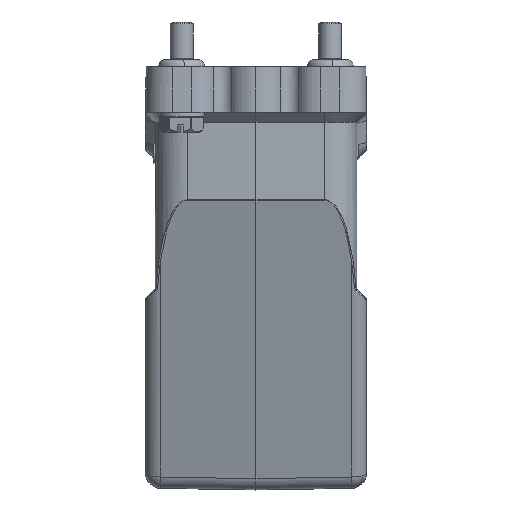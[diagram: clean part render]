
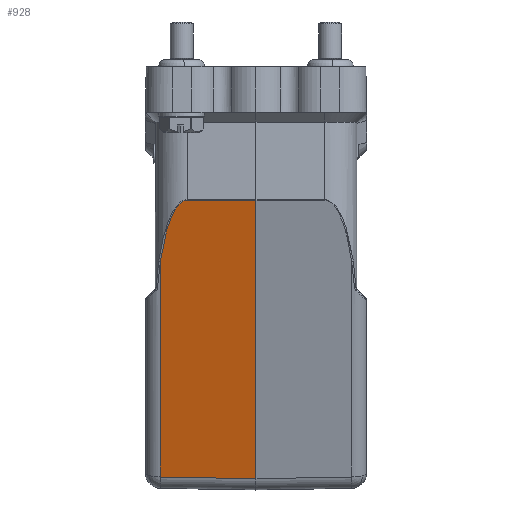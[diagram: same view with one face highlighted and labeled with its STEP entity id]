
A CAD part, left-side view. The second image highlights one B-rep face of the part: STEP entity #928.
In plain terms, the highlighted planar face has unit normal (-0.966, 0.018, -0.259).
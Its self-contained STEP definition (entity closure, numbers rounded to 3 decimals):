
#928=ADVANCED_FACE('NONE',(#1742),#1378,.F.);
#1378=PLANE('',#9943);
#1742=FACE_OUTER_BOUND('',#2321,.T.);
#2321=EDGE_LOOP('',(#4293,#4294,#4295,#4296,#4297));
#2981=B_SPLINE_CURVE_WITH_KNOTS('',3,(#15381,#15382,#15383,#15384,#15385,
#15386,#15387,#15388,#15389,#15390,#15391,#15392,#15393,#15394,#15395,#15396,
#15397,#15398,#15399,#15400),.UNSPECIFIED.,.F.,.F.,(4,2,2,2,2,2,2,2,2,4),
(0.,0.25,0.5,0.625,0.75,0.813,0.875,0.938,0.969,1.),.UNSPECIFIED.);
#4293=ORIENTED_EDGE('',*,*,#7644,.F.);
#4294=ORIENTED_EDGE('',*,*,#7645,.T.);
#4295=ORIENTED_EDGE('',*,*,#7534,.F.);
#4296=ORIENTED_EDGE('',*,*,#7533,.F.);
#4297=ORIENTED_EDGE('',*,*,#7539,.F.);
#6404=VERTEX_POINT('',#14074);
#6499=VERTEX_POINT('',#15380);
#6500=VERTEX_POINT('',#15486);
#6503=VERTEX_POINT('',#15520);
#6571=VERTEX_POINT('',#16259);
#7533=EDGE_CURVE('NONE',#6404,#6499,#2981,.T.);
#7534=EDGE_CURVE('NONE',#6499,#6500,#8627,.T.);
#7539=EDGE_CURVE('NONE',#6503,#6404,#8629,.T.);
#7644=EDGE_CURVE('NONE',#6571,#6503,#8677,.T.);
#7645=EDGE_CURVE('NONE',#6571,#6500,#8678,.T.);
#8627=LINE('',#15485,#9249);
#8629=LINE('',#15521,#9251);
#8677=LINE('',#16258,#9299);
#8678=LINE('',#16260,#9300);
#9249=VECTOR('',#11054,1.);
#9251=VECTOR('',#11060,1.);
#9299=VECTOR('',#11212,1.);
#9300=VECTOR('',#11213,1.);
#9943=AXIS2_PLACEMENT_3D('',#16261,#11214,#11215);
#11054=DIRECTION('',(-0.017,-1.,-0.002));
#11060=DIRECTION('',(-0.259,0.,0.966));
#11212=DIRECTION('',(0.013,1.,0.017));
#11213=DIRECTION('',(-0.259,0.,0.966));
#11214=DIRECTION('',(0.966,-0.017,0.259));
#11215=DIRECTION('',(0.259,0.,-0.966));
#14074=CARTESIAN_POINT('',(-70.235,25.07,-13.123));
#15380=CARTESIAN_POINT('',(-74.668,18.048,2.946));
#15381=CARTESIAN_POINT('',(-70.235,25.07,-13.123));
#15382=CARTESIAN_POINT('',(-70.646,24.866,-11.606));
#15383=CARTESIAN_POINT('',(-71.055,24.619,-10.094));
#15384=CARTESIAN_POINT('',(-71.87,24.009,-7.093));
#15385=CARTESIAN_POINT('',(-72.276,23.647,-5.603));
#15386=CARTESIAN_POINT('',(-72.876,22.965,-3.41));
#15387=CARTESIAN_POINT('',(-73.075,22.714,-2.686));
#15388=CARTESIAN_POINT('',(-73.466,22.142,-1.264));
#15389=CARTESIAN_POINT('',(-73.659,21.823,-0.565));
#15390=CARTESIAN_POINT('',(-73.938,21.258,0.437));
#15391=CARTESIAN_POINT('',(-74.029,21.054,0.763));
#15392=CARTESIAN_POINT('',(-74.204,20.607,1.388));
#15393=CARTESIAN_POINT('',(-74.289,20.363,1.687));
#15394=CARTESIAN_POINT('',(-74.444,19.815,2.229));
#15395=CARTESIAN_POINT('',(-74.515,19.511,2.474));
#15396=CARTESIAN_POINT('',(-74.597,18.996,2.744));
#15397=CARTESIAN_POINT('',(-74.62,18.814,2.818));
#15398=CARTESIAN_POINT('',(-74.654,18.439,2.92));
#15399=CARTESIAN_POINT('',(-74.665,18.244,2.946));
#15400=CARTESIAN_POINT('',(-74.668,18.048,2.946));
#15485=CARTESIAN_POINT('',(-74.668,18.048,2.946));
#15486=CARTESIAN_POINT('',(-74.983,0.,2.904));
#15520=CARTESIAN_POINT('',(-55.094,25.07,-69.63));
#15521=CARTESIAN_POINT('',(-54.213,25.07,-72.919));
#16258=CARTESIAN_POINT('',(-55.434,-0.308,-70.073));
#16259=CARTESIAN_POINT('',(-55.43,0.,-70.068));
#16260=CARTESIAN_POINT('',(-54.636,0.,-73.032));
#16261=CARTESIAN_POINT('',(-54.636,0.,-73.032));
